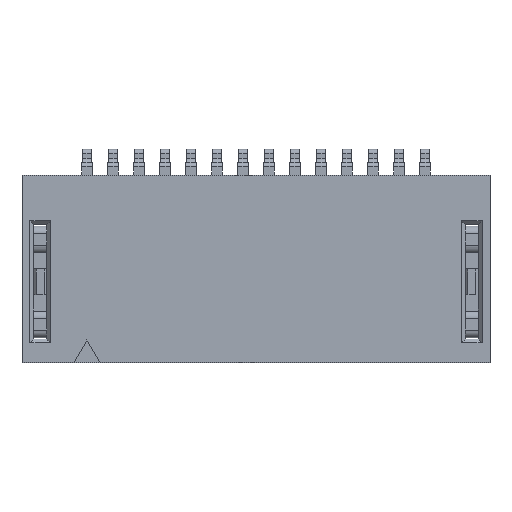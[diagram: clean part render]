
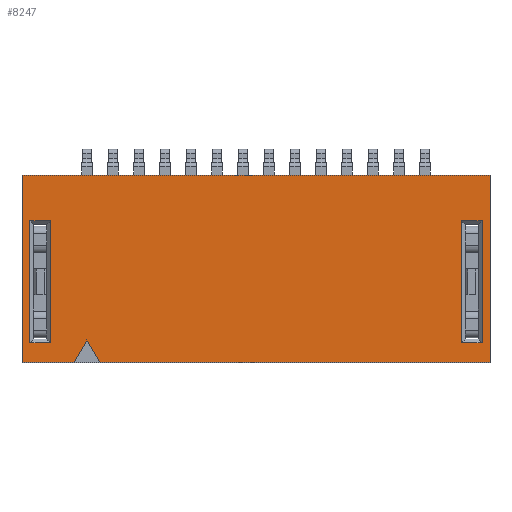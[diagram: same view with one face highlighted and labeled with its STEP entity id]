
A CAD part, top view. The second image highlights one B-rep face of the part: STEP entity #8247.
In plain terms, the highlighted planar face has unit normal (0, 0, 1).
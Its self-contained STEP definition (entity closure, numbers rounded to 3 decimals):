
#418=ORIENTED_EDGE('',*,*,#2920,.T.);
#419=ORIENTED_EDGE('',*,*,#2921,.T.);
#420=ORIENTED_EDGE('',*,*,#2922,.T.);
#421=ORIENTED_EDGE('',*,*,#2923,.T.);
#422=ORIENTED_EDGE('',*,*,#2924,.T.);
#423=ORIENTED_EDGE('',*,*,#2925,.T.);
#424=ORIENTED_EDGE('',*,*,#2926,.T.);
#425=ORIENTED_EDGE('',*,*,#2927,.T.);
#426=ORIENTED_EDGE('',*,*,#2928,.F.);
#427=ORIENTED_EDGE('',*,*,#2929,.T.);
#428=ORIENTED_EDGE('',*,*,#2930,.T.);
#429=ORIENTED_EDGE('',*,*,#2931,.F.);
#430=ORIENTED_EDGE('',*,*,#2932,.T.);
#431=ORIENTED_EDGE('',*,*,#2933,.T.);
#432=ORIENTED_EDGE('',*,*,#2934,.F.);
#2920=EDGE_CURVE('',#4171,#4172,#4981,.T.);
#2921=EDGE_CURVE('',#4172,#4173,#4982,.T.);
#2922=EDGE_CURVE('',#4173,#4174,#4983,.T.);
#2923=EDGE_CURVE('',#4174,#4171,#4984,.T.);
#2924=EDGE_CURVE('',#4175,#4176,#4985,.T.);
#2925=EDGE_CURVE('',#4176,#4177,#4986,.T.);
#2926=EDGE_CURVE('',#4177,#4178,#4987,.T.);
#2927=EDGE_CURVE('',#4178,#4175,#4988,.T.);
#2928=EDGE_CURVE('',#4179,#4180,#4989,.T.);
#2929=EDGE_CURVE('',#4179,#4181,#4990,.T.);
#2930=EDGE_CURVE('',#4181,#4182,#4991,.T.);
#2931=EDGE_CURVE('',#4183,#4182,#4992,.T.);
#2932=EDGE_CURVE('',#4183,#4184,#4993,.T.);
#2933=EDGE_CURVE('',#4184,#4185,#4994,.T.);
#2934=EDGE_CURVE('',#4180,#4185,#4995,.T.);
#4171=VERTEX_POINT('',#12662);
#4172=VERTEX_POINT('',#12663);
#4173=VERTEX_POINT('',#12665);
#4174=VERTEX_POINT('',#12667);
#4175=VERTEX_POINT('',#12670);
#4176=VERTEX_POINT('',#12671);
#4177=VERTEX_POINT('',#12673);
#4178=VERTEX_POINT('',#12675);
#4179=VERTEX_POINT('',#12678);
#4180=VERTEX_POINT('',#12679);
#4181=VERTEX_POINT('',#12681);
#4182=VERTEX_POINT('',#12683);
#4183=VERTEX_POINT('',#12685);
#4184=VERTEX_POINT('',#12687);
#4185=VERTEX_POINT('',#12689);
#4981=LINE('',#12661,#6042);
#4982=LINE('',#12664,#6043);
#4983=LINE('',#12666,#6044);
#4984=LINE('',#12668,#6045);
#4985=LINE('',#12669,#6046);
#4986=LINE('',#12672,#6047);
#4987=LINE('',#12674,#6048);
#4988=LINE('',#12676,#6049);
#4989=LINE('',#12677,#6050);
#4990=LINE('',#12680,#6051);
#4991=LINE('',#12682,#6052);
#4992=LINE('',#12684,#6053);
#4993=LINE('',#12686,#6054);
#4994=LINE('',#12688,#6055);
#4995=LINE('',#12690,#6056);
#6042=VECTOR('',#10330,1000.);
#6043=VECTOR('',#10331,1000.);
#6044=VECTOR('',#10332,1000.);
#6045=VECTOR('',#10333,1000.);
#6046=VECTOR('',#10334,1000.);
#6047=VECTOR('',#10335,1000.);
#6048=VECTOR('',#10336,1000.);
#6049=VECTOR('',#10337,1000.);
#6050=VECTOR('',#10338,1000.);
#6051=VECTOR('',#10339,1000.);
#6052=VECTOR('',#10340,1000.);
#6053=VECTOR('',#10341,1000.);
#6054=VECTOR('',#10342,1000.);
#6055=VECTOR('',#10343,1000.);
#6056=VECTOR('',#10344,1000.);
#7079=EDGE_LOOP('',(#418,#419,#420,#421));
#7080=EDGE_LOOP('',(#422,#423,#424,#425));
#7081=EDGE_LOOP('',(#426,#427,#428,#429,#430,#431,#432));
#7506=FACE_BOUND('',#7079,.T.);
#7507=FACE_BOUND('',#7080,.T.);
#7508=FACE_BOUND('',#7081,.T.);
#7929=PLANE('',#9669);
#8247=ADVANCED_FACE('',(#7506,#7507,#7508),#7929,.T.);
#9669=AXIS2_PLACEMENT_3D('',#12660,#10328,#10329);
#10328=DIRECTION('',(0.,0.,1.));
#10329=DIRECTION('',(0.,-1.,0.));
#10330=DIRECTION('',(-1.,0.,0.));
#10331=DIRECTION('',(0.,1.,0.));
#10332=DIRECTION('',(1.,0.,0.));
#10333=DIRECTION('',(0.,-1.,0.));
#10334=DIRECTION('',(0.,1.,0.));
#10335=DIRECTION('',(1.,0.,0.));
#10336=DIRECTION('',(0.,-1.,0.));
#10337=DIRECTION('',(-1.,0.,0.));
#10338=DIRECTION('',(-1.,0.,0.));
#10339=DIRECTION('',(0.5,0.866,0.));
#10340=DIRECTION('',(0.5,-0.866,0.));
#10341=DIRECTION('',(-1.,0.,0.));
#10342=DIRECTION('',(0.,1.,0.));
#10343=DIRECTION('',(-1.,0.,0.));
#10344=DIRECTION('',(0.,1.,0.));
#12660=CARTESIAN_POINT('',(4.5,-1.8,0.58));
#12661=CARTESIAN_POINT('',(4.025,-1.425,0.58));
#12662=CARTESIAN_POINT('',(4.35,-1.425,0.58));
#12663=CARTESIAN_POINT('',(3.95,-1.425,0.58));
#12664=CARTESIAN_POINT('',(3.95,0.85,0.58));
#12665=CARTESIAN_POINT('',(3.95,0.925,0.58));
#12666=CARTESIAN_POINT('',(4.275,0.925,0.58));
#12667=CARTESIAN_POINT('',(4.35,0.925,0.58));
#12668=CARTESIAN_POINT('',(4.35,-1.35,0.58));
#12669=CARTESIAN_POINT('',(-4.35,-1.8,0.58));
#12670=CARTESIAN_POINT('',(-4.35,-1.425,0.58));
#12671=CARTESIAN_POINT('',(-4.35,0.925,0.58));
#12672=CARTESIAN_POINT('',(4.5,0.925,0.58));
#12673=CARTESIAN_POINT('',(-3.95,0.925,0.58));
#12674=CARTESIAN_POINT('',(-3.95,-1.8,0.58));
#12675=CARTESIAN_POINT('',(-3.95,-1.425,0.58));
#12676=CARTESIAN_POINT('',(4.5,-1.425,0.58));
#12677=CARTESIAN_POINT('',(4.5,-1.8,0.58));
#12678=CARTESIAN_POINT('',(-3.5,-1.8,0.58));
#12679=CARTESIAN_POINT('',(-4.5,-1.8,0.58));
#12680=CARTESIAN_POINT('',(-3.5,-1.8,0.58));
#12681=CARTESIAN_POINT('',(-3.25,-1.367,0.58));
#12682=CARTESIAN_POINT('',(-3.25,-1.367,0.58));
#12683=CARTESIAN_POINT('',(-3.,-1.8,0.58));
#12684=CARTESIAN_POINT('',(4.5,-1.8,0.58));
#12685=CARTESIAN_POINT('',(4.5,-1.8,0.58));
#12686=CARTESIAN_POINT('',(4.5,-1.8,0.58));
#12687=CARTESIAN_POINT('',(4.5,1.8,0.58));
#12688=CARTESIAN_POINT('',(4.5,1.8,0.58));
#12689=CARTESIAN_POINT('',(-4.5,1.8,0.58));
#12690=CARTESIAN_POINT('',(-4.5,-1.8,0.58));
